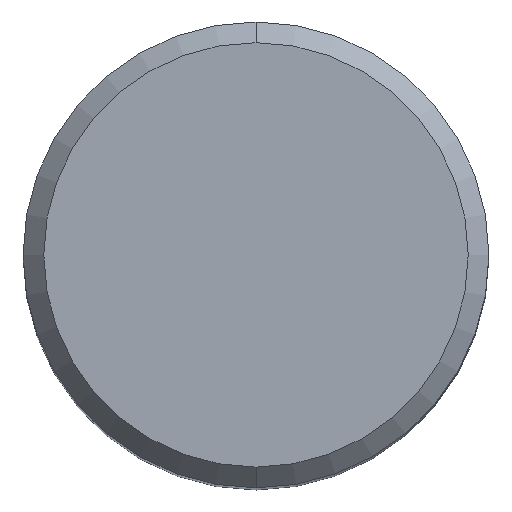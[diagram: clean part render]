
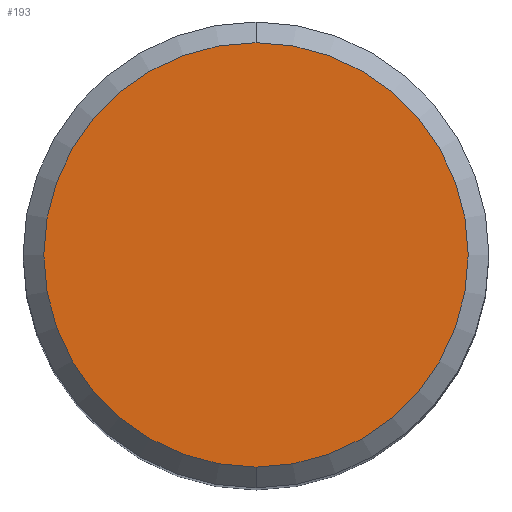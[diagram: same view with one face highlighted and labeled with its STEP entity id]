
A CAD part, top view. The second image highlights one B-rep face of the part: STEP entity #193.
In plain terms, the highlighted planar face has unit normal (0, 0, 1).
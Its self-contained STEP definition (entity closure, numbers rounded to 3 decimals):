
#143=VERTEX_POINT('',#299);
#177=EDGE_CURVE('',#143,#197,#336,.T.);
#193=ADVANCED_FACE('',(#356),#357,.T.);
#197=VERTEX_POINT('',#361);
#225=EDGE_CURVE('',#197,#143,#392,.T.);
#299=CARTESIAN_POINT('',(0.0,8.2,0.0));
#336=CIRCLE('',#524,8.2);
#356=FACE_OUTER_BOUND('',#548,.T.);
#357=PLANE('',#549);
#361=CARTESIAN_POINT('',(0.,-8.2,0.0));
#392=CIRCLE('',#593,8.2);
#524=AXIS2_PLACEMENT_3D('',#705,#706,#707);
#548=EDGE_LOOP('',(#742,#743));
#549=AXIS2_PLACEMENT_3D('',#744,#745,#746);
#593=AXIS2_PLACEMENT_3D('',#779,#780,#781);
#705=CARTESIAN_POINT('',(0.0,0.0,0.0));
#706=DIRECTION('',(0.0,0.0,-1.0));
#707=DIRECTION('',(0.0,1.0,0.0));
#742=ORIENTED_EDGE('',*,*,#177,.F.);
#743=ORIENTED_EDGE('',*,*,#225,.F.);
#744=CARTESIAN_POINT('',(0.0,4.1,0.0));
#745=DIRECTION('',(-0.0,0.0,1.0));
#746=DIRECTION('',(0.0,-1.0,0.0));
#779=CARTESIAN_POINT('',(0.0,0.0,0.0));
#780=DIRECTION('',(0.0,0.0,-1.0));
#781=DIRECTION('',(0.0,1.0,0.0));
